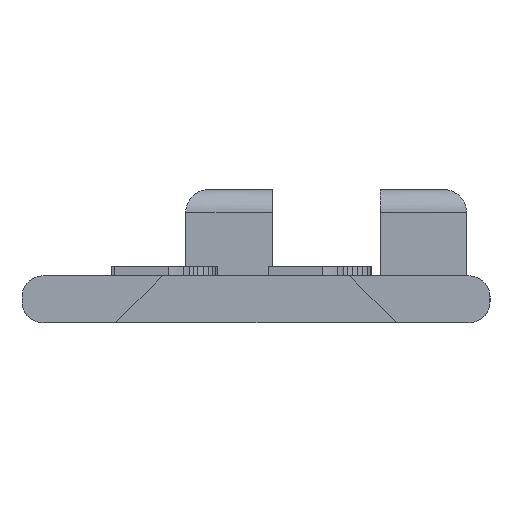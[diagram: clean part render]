
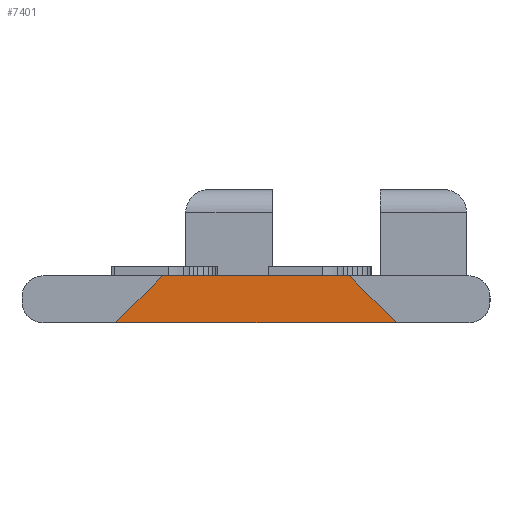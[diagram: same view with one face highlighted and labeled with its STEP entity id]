
A CAD part, left-side view. The second image highlights one B-rep face of the part: STEP entity #7401.
In plain terms, the highlighted planar face has unit normal (-1, 0, 0).
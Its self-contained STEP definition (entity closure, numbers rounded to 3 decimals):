
#101 = PLANE('',#102);
#102 = AXIS2_PLACEMENT_3D('',#103,#104,#105);
#103 = CARTESIAN_POINT('',(0.,25.,-1.));
#104 = DIRECTION('',(0.,0.,1.));
#105 = DIRECTION('',(1.,0.,0.));
#129 = PLANE('',#130);
#130 = AXIS2_PLACEMENT_3D('',#131,#132,#133);
#131 = CARTESIAN_POINT('',(-2.,29.,-1.));
#132 = DIRECTION('',(-0.,0.707,-0.707));
#133 = DIRECTION('',(0.,-0.707,-0.707));
#157 = PLANE('',#158);
#158 = AXIS2_PLACEMENT_3D('',#159,#160,#161);
#159 = CARTESIAN_POINT('',(0.,25.,1.));
#160 = DIRECTION('',(0.,0.,1.));
#161 = DIRECTION('',(1.,0.,0.));
#527 = VERTEX_POINT('',#528);
#528 = CARTESIAN_POINT('',(-2.,39.,1.));
#542 = PLANE('',#543);
#543 = AXIS2_PLACEMENT_3D('',#544,#545,#546);
#544 = CARTESIAN_POINT('',(-2.,39.,1.));
#545 = DIRECTION('',(0.,-0.707,-0.707));
#546 = DIRECTION('',(0.,-0.707,0.707));
#554 = EDGE_CURVE('',#555,#527,#557,.T.);
#555 = VERTEX_POINT('',#556);
#556 = CARTESIAN_POINT('',(-2.,31.,1.));
#557 = SURFACE_CURVE('',#558,(#562,#569),.PCURVE_S1.);
#558 = LINE('',#559,#560);
#559 = CARTESIAN_POINT('',(-2.,31.,1.));
#560 = VECTOR('',#561,1.);
#561 = DIRECTION('',(-0.,1.,-0.));
#562 = PCURVE('',#157,#563);
#563 = DEFINITIONAL_REPRESENTATION('',(#564),#568);
#564 = LINE('',#565,#566);
#565 = CARTESIAN_POINT('',(-2.,6.));
#566 = VECTOR('',#567,1.);
#567 = DIRECTION('',(0.,1.));
#568 = ( GEOMETRIC_REPRESENTATION_CONTEXT(2) 
PARAMETRIC_REPRESENTATION_CONTEXT() REPRESENTATION_CONTEXT('2D SPACE',''
  ) );
#569 = PCURVE('',#570,#575);
#570 = PLANE('',#571);
#571 = AXIS2_PLACEMENT_3D('',#572,#573,#574);
#572 = CARTESIAN_POINT('',(-2.,35.,-0.156));
#573 = DIRECTION('',(1.,-0.,-0.));
#574 = DIRECTION('',(0.,0.,1.));
#575 = DEFINITIONAL_REPRESENTATION('',(#576),#580);
#576 = LINE('',#577,#578);
#577 = CARTESIAN_POINT('',(1.156,4.));
#578 = VECTOR('',#579,1.);
#579 = DIRECTION('',(-0.,-1.));
#580 = ( GEOMETRIC_REPRESENTATION_CONTEXT(2) 
PARAMETRIC_REPRESENTATION_CONTEXT() REPRESENTATION_CONTEXT('2D SPACE',''
  ) );
#7036 = VERTEX_POINT('',#7037);
#7037 = CARTESIAN_POINT('',(-2.,29.,-1.));
#7060 = EDGE_CURVE('',#7036,#555,#7061,.T.);
#7061 = SURFACE_CURVE('',#7062,(#7066,#7073),.PCURVE_S1.);
#7062 = LINE('',#7063,#7064);
#7063 = CARTESIAN_POINT('',(-2.,29.,-1.));
#7064 = VECTOR('',#7065,1.);
#7065 = DIRECTION('',(-0.,0.707,0.707));
#7066 = PCURVE('',#129,#7067);
#7067 = DEFINITIONAL_REPRESENTATION('',(#7068),#7072);
#7068 = LINE('',#7069,#7070);
#7069 = CARTESIAN_POINT('',(-0.,-0.));
#7070 = VECTOR('',#7071,1.);
#7071 = DIRECTION('',(-1.,-0.));
#7072 = ( GEOMETRIC_REPRESENTATION_CONTEXT(2) 
PARAMETRIC_REPRESENTATION_CONTEXT() REPRESENTATION_CONTEXT('2D SPACE',''
  ) );
#7073 = PCURVE('',#570,#7074);
#7074 = DEFINITIONAL_REPRESENTATION('',(#7075),#7079);
#7075 = LINE('',#7076,#7077);
#7076 = CARTESIAN_POINT('',(-0.844,6.));
#7077 = VECTOR('',#7078,1.);
#7078 = DIRECTION('',(0.707,-0.707));
#7079 = ( GEOMETRIC_REPRESENTATION_CONTEXT(2) 
PARAMETRIC_REPRESENTATION_CONTEXT() REPRESENTATION_CONTEXT('2D SPACE',''
  ) );
#7275 = VERTEX_POINT('',#7276);
#7276 = CARTESIAN_POINT('',(-2.,41.,-1.));
#7297 = EDGE_CURVE('',#7275,#7036,#7298,.T.);
#7298 = SURFACE_CURVE('',#7299,(#7303,#7310),.PCURVE_S1.);
#7299 = LINE('',#7300,#7301);
#7300 = CARTESIAN_POINT('',(-2.,41.,-1.));
#7301 = VECTOR('',#7302,1.);
#7302 = DIRECTION('',(-0.,-1.,-0.));
#7303 = PCURVE('',#101,#7304);
#7304 = DEFINITIONAL_REPRESENTATION('',(#7305),#7309);
#7305 = LINE('',#7306,#7307);
#7306 = CARTESIAN_POINT('',(-2.,16.));
#7307 = VECTOR('',#7308,1.);
#7308 = DIRECTION('',(0.,-1.));
#7309 = ( GEOMETRIC_REPRESENTATION_CONTEXT(2) 
PARAMETRIC_REPRESENTATION_CONTEXT() REPRESENTATION_CONTEXT('2D SPACE',''
  ) );
#7310 = PCURVE('',#570,#7311);
#7311 = DEFINITIONAL_REPRESENTATION('',(#7312),#7316);
#7312 = LINE('',#7313,#7314);
#7313 = CARTESIAN_POINT('',(-0.844,-6.));
#7314 = VECTOR('',#7315,1.);
#7315 = DIRECTION('',(-0.,1.));
#7316 = ( GEOMETRIC_REPRESENTATION_CONTEXT(2) 
PARAMETRIC_REPRESENTATION_CONTEXT() REPRESENTATION_CONTEXT('2D SPACE',''
  ) );
#7401 = ADVANCED_FACE('',(#7402),#570,.F.);
#7402 = FACE_BOUND('',#7403,.T.);
#7403 = EDGE_LOOP('',(#7404,#7405,#7406,#7427));
#7404 = ORIENTED_EDGE('',*,*,#7060,.T.);
#7405 = ORIENTED_EDGE('',*,*,#554,.T.);
#7406 = ORIENTED_EDGE('',*,*,#7407,.T.);
#7407 = EDGE_CURVE('',#527,#7275,#7408,.T.);
#7408 = SURFACE_CURVE('',#7409,(#7413,#7420),.PCURVE_S1.);
#7409 = LINE('',#7410,#7411);
#7410 = CARTESIAN_POINT('',(-2.,39.,1.));
#7411 = VECTOR('',#7412,1.);
#7412 = DIRECTION('',(-0.,0.707,-0.707));
#7413 = PCURVE('',#570,#7414);
#7414 = DEFINITIONAL_REPRESENTATION('',(#7415),#7419);
#7415 = LINE('',#7416,#7417);
#7416 = CARTESIAN_POINT('',(1.156,-4.));
#7417 = VECTOR('',#7418,1.);
#7418 = DIRECTION('',(-0.707,-0.707));
#7419 = ( GEOMETRIC_REPRESENTATION_CONTEXT(2) 
PARAMETRIC_REPRESENTATION_CONTEXT() REPRESENTATION_CONTEXT('2D SPACE',''
  ) );
#7420 = PCURVE('',#542,#7421);
#7421 = DEFINITIONAL_REPRESENTATION('',(#7422),#7426);
#7422 = LINE('',#7423,#7424);
#7423 = CARTESIAN_POINT('',(-0.,-0.));
#7424 = VECTOR('',#7425,1.);
#7425 = DIRECTION('',(-1.,0.));
#7426 = ( GEOMETRIC_REPRESENTATION_CONTEXT(2) 
PARAMETRIC_REPRESENTATION_CONTEXT() REPRESENTATION_CONTEXT('2D SPACE',''
  ) );
#7427 = ORIENTED_EDGE('',*,*,#7297,.T.);
